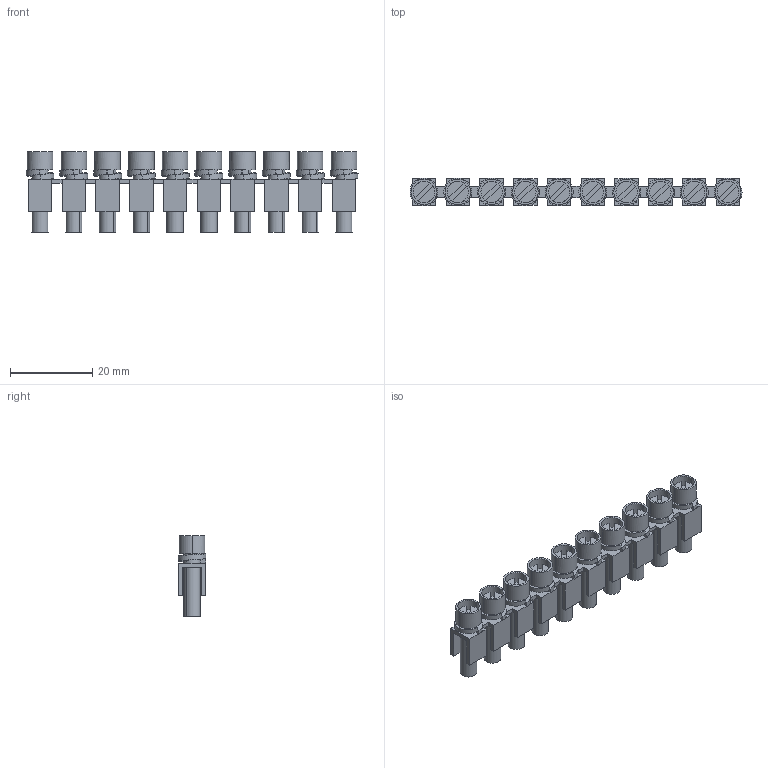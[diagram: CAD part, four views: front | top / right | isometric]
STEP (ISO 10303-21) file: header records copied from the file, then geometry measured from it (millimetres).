
FILE_DESCRIPTION(('Creo Elements/Direct Modeling STEP Export'),'2;1');
FILE_NAME('model.stp','2020-11-20T 0:22:07',(''),(''),'Creo Elements/Direct Modeling STEP processor for AP214 (Solid Model)','Creo Elements/Direct Modeling 20.1A 29-Sep-2018 (C) Parametric Technology GmbH','');
FILE_SCHEMA(('AUTOMOTIVE_DESIGN { 1 0 10303 214 1 1 1 1 }'));
Length unit declared in the file: millimetre
Products named in the file (2): FBI_10_8_EX-select
Assembly tree (1 placements, depth 2):
  FBI_10_8_EX-select
    FBI_10_8_EX-select
Bounding box: 80.59 x 6.79 x 19.6 mm (x, y, z)
Volume: 4167.5 mm3; surface area: 6917.1 mm2
Topology: 1 solids, 1 shells, 378 faces, 1028 edges, 672 vertices
Faces by surface type: plane 238, cylinder 110, bspline 30
Entity records: 23792 total; most frequent: CARTESIAN_POINT 12142, ORIENTED_EDGE 2056, DIRECTION 1407, EDGE_CURVE 1028, VERTEX_POINT 672, VECTOR 559, LINE 559, AXIS2_PLACEMENT_3D 424
